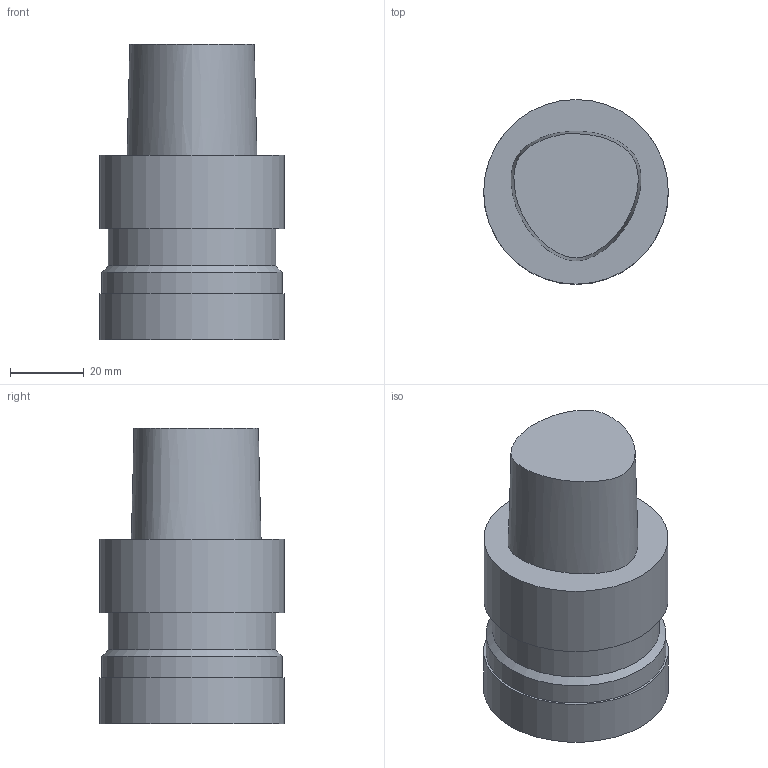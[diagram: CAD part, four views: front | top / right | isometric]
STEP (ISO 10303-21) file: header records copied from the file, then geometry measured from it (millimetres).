
FILE_DESCRIPTION((''),'1');
FILE_NAME('C5-FCM50115-50.stp','2013-09-24T08:43:14',(''),(''),'Spatial Interop R18','Kubotek KeyCreator V8.5.1 (14335)',' ');
FILE_SCHEMA(('CONFIG_CONTROL_DESIGN'));
Length unit declared in the file: millimetre
Products named in the file (1): 1
Bounding box: 50 x 50 x 80 mm (x, y, z)
Volume: 120951.9 mm3; surface area: 15298 mm2
Topology: 1 solids, 1 shells, 11 faces, 16 edges, 10 vertices
Faces by surface type: plane 5, cylinder 4, cone 1, bspline 1
Full cylindrical faces by diameter (mm): 45.4 x1, 48.8 x1, 49.98 x1, 50 x1
Entity records: 737 total; most frequent: CARTESIAN_POINT 518, DIRECTION 38, ORIENTED_EDGE 22, AXIS2_PLACEMENT_3D 19, EDGE_LOOP 19, FACE_BOUND 13, ADVANCED_FACE 11, EDGE_CURVE 11
